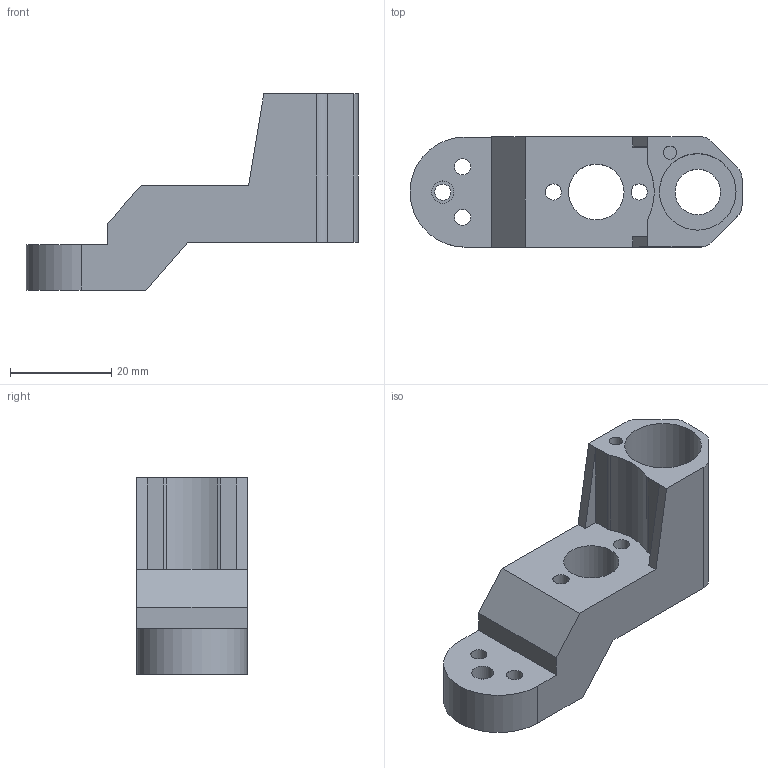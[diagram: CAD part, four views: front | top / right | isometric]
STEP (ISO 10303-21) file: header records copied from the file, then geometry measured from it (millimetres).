
FILE_DESCRIPTION(('FreeCAD Model'),'2;1');
FILE_NAME('Open CASCADE Shape Model','1974-01-01T00:00:00',(''),(''), 'Open CASCADE STEP processor 7.7','FreeCAD','Unknown');
FILE_SCHEMA(('AUTOMOTIVE_DESIGN { 1 0 10303 214 1 1 1 1 }'));
Length unit declared in the file: millimetre
Products named in the file (1): k1_z_carriage_oldham_step
Bounding box: 65.7 x 21.8 x 38.8 mm (x, y, z)
Volume: 15859.5 mm3; surface area: 8227.3 mm2
Topology: 1 solids, 1 shells, 54 faces, 128 edges, 84 vertices
Faces by surface type: plane 31, cylinder 23
Full cylindrical faces by diameter (mm): 2.6 x1, 3.2 x5, 4.3 x4, 4.4 x1, 6.2 x1, 9 x1, 11 x1, 15.15 x1
Entity records: 1595 total; most frequent: CARTESIAN_POINT 276, DIRECTION 275, ORIENTED_EDGE 256, EDGE_CURVE 128, AXIS2_PLACEMENT_3D 101, VERTEX_POINT 84, FACE_BOUND 76, EDGE_LOOP 76
